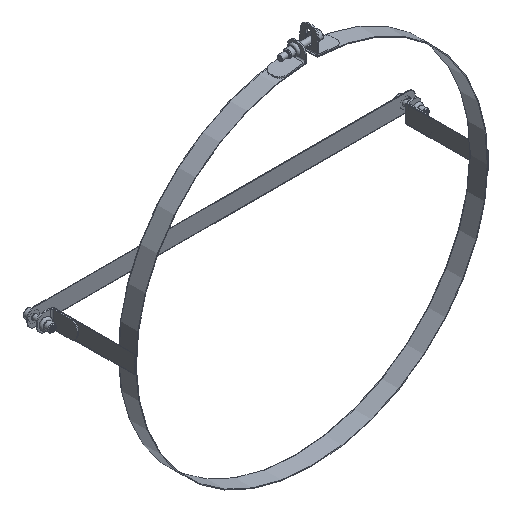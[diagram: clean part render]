
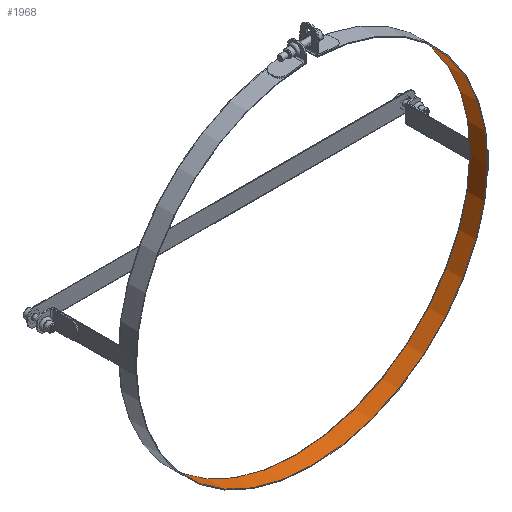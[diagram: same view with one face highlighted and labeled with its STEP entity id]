
A CAD part, isometric view. The second image highlights one B-rep face of the part: STEP entity #1968.
In plain terms, the highlighted cylindrical face has radius 201 mm (diameter 402 mm), a partial arc.
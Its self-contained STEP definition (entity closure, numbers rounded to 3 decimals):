
#208=CYLINDRICAL_SURFACE('',#2215,201.);
#261=FACE_OUTER_BOUND('',#398,.T.);
#398=EDGE_LOOP('',(#1396,#1397,#1398,#1399));
#596=LINE('',#3162,#724);
#600=LINE('',#3173,#728);
#724=VECTOR('',#2492,10.);
#728=VECTOR('',#2504,10.);
#850=CIRCLE('',#2208,201.);
#852=CIRCLE('',#2212,201.);
#956=VERTEX_POINT('',#3152);
#957=VERTEX_POINT('',#3153);
#960=VERTEX_POINT('',#3161);
#962=VERTEX_POINT('',#3167);
#1134=EDGE_CURVE('',#956,#957,#850,.T.);
#1138=EDGE_CURVE('',#957,#960,#596,.T.);
#1141=EDGE_CURVE('',#960,#962,#852,.T.);
#1144=EDGE_CURVE('',#962,#956,#600,.T.);
#1396=ORIENTED_EDGE('',*,*,#1134,.F.);
#1397=ORIENTED_EDGE('',*,*,#1144,.F.);
#1398=ORIENTED_EDGE('',*,*,#1141,.F.);
#1399=ORIENTED_EDGE('',*,*,#1138,.F.);
#1968=ADVANCED_FACE('',(#261),#208,.F.);
#2208=AXIS2_PLACEMENT_3D('',#3154,#2484,#2485);
#2212=AXIS2_PLACEMENT_3D('',#3168,#2497,#2498);
#2215=AXIS2_PLACEMENT_3D('',#3175,#2506,#2507);
#2484=DIRECTION('center_axis',(0.,-1.,0.));
#2485=DIRECTION('ref_axis',(-1.,0.,-0.03));
#2492=DIRECTION('',(0.,-1.,0.));
#2497=DIRECTION('center_axis',(0.,1.,0.));
#2498=DIRECTION('ref_axis',(-1.,0.,0.03));
#2504=DIRECTION('',(0.,1.,0.));
#2506=DIRECTION('center_axis',(0.,1.,0.));
#2507=DIRECTION('ref_axis',(-1.,0.,0.03));
#3152=CARTESIAN_POINT('',(-200.91,10.,-6.));
#3153=CARTESIAN_POINT('',(-200.91,10.,6.));
#3154=CARTESIAN_POINT('Origin',(0.,10.,0.));
#3161=CARTESIAN_POINT('',(-200.91,-10.,6.));
#3162=CARTESIAN_POINT('',(-200.91,-10.,6.));
#3167=CARTESIAN_POINT('',(-200.91,-10.,-6.));
#3168=CARTESIAN_POINT('Origin',(0.,-10.,0.));
#3173=CARTESIAN_POINT('',(-200.91,-10.,-6.));
#3175=CARTESIAN_POINT('Origin',(0.,0.,0.));
